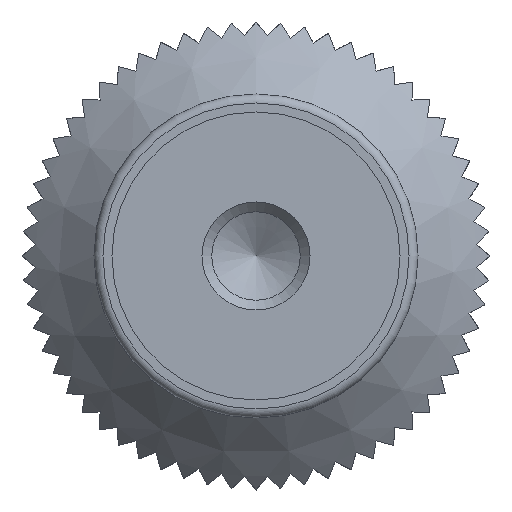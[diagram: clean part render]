
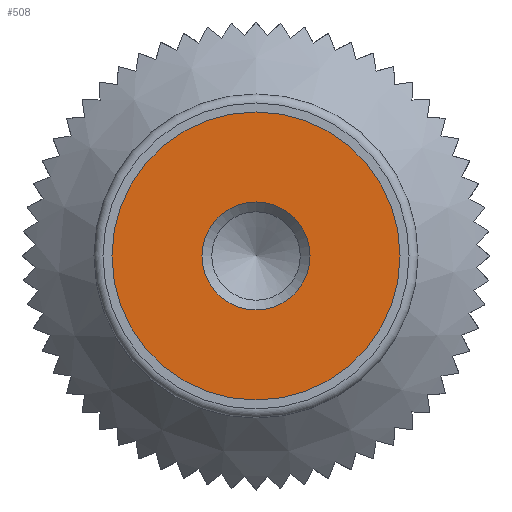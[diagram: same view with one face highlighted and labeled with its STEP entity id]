
A CAD part, front view. The second image highlights one B-rep face of the part: STEP entity #508.
In plain terms, the highlighted planar face has unit normal (0, -1, 0).
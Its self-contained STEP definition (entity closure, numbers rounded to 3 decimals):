
#508 = ADVANCED_FACE( '', ( #1078, #1079 ), #1080, .F. );
#1078 = FACE_BOUND( '', #1708, .T. );
#1079 = FACE_OUTER_BOUND( '', #1709, .T. );
#1080 = PLANE( '', #1710 );
#1708 = EDGE_LOOP( '', ( #3015 ) );
#1709 = EDGE_LOOP( '', ( #3016 ) );
#1710 = AXIS2_PLACEMENT_3D( '', #3017, #3018, #3019 );
#3015 = ORIENTED_EDGE( '', *, *, #4052, .F. );
#3016 = ORIENTED_EDGE( '', *, *, #4044, .T. );
#3017 = CARTESIAN_POINT( '', ( 8., 0., 0. ) );
#3018 = DIRECTION( '', ( 0., 1., 0. ) );
#3019 = DIRECTION( '', ( 0., 0., 1. ) );
#4044 = EDGE_CURVE( '', #4948, #4948, #4949, .T. );
#4052 = EDGE_CURVE( '', #4962, #4962, #4963, .T. );
#4948 = VERTEX_POINT( '', #6431 );
#4949 = CIRCLE( '', #6432, 8. );
#4962 = VERTEX_POINT( '', #6459 );
#4963 = CIRCLE( '', #6460, 3. );
#6431 = CARTESIAN_POINT( '', ( 0., 0., -8. ) );
#6432 = AXIS2_PLACEMENT_3D( '', #8824, #8825, #8826 );
#6459 = CARTESIAN_POINT( '', ( 0., 0., -3. ) );
#6460 = AXIS2_PLACEMENT_3D( '', #8832, #8833, #8834 );
#8824 = CARTESIAN_POINT( '', ( 0., 0., 0. ) );
#8825 = DIRECTION( '', ( 0., -1., 0. ) );
#8826 = DIRECTION( '', ( 0., 0., -1. ) );
#8832 = CARTESIAN_POINT( '', ( 0., 0., 0. ) );
#8833 = DIRECTION( '', ( 0., -1., 0. ) );
#8834 = DIRECTION( '', ( 0., 0., -1. ) );
